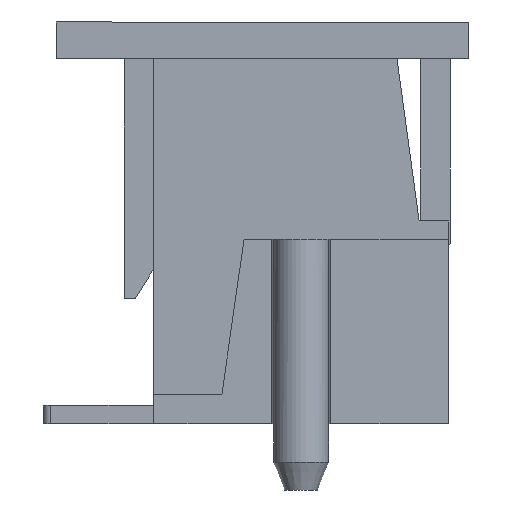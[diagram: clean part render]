
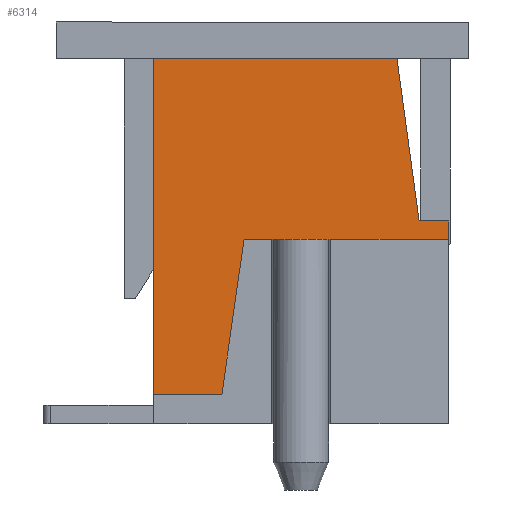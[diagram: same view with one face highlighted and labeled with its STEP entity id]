
A CAD part, left-side view. The second image highlights one B-rep face of the part: STEP entity #6314.
In plain terms, the highlighted planar face has unit normal (-1, 0, 0).
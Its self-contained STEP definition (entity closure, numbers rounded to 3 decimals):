
#799=ORIENTED_EDGE('',*,*,#2495,.F.);
#800=ORIENTED_EDGE('',*,*,#2190,.T.);
#801=ORIENTED_EDGE('',*,*,#2218,.F.);
#802=ORIENTED_EDGE('',*,*,#2496,.F.);
#803=ORIENTED_EDGE('',*,*,#2249,.T.);
#804=ORIENTED_EDGE('',*,*,#2124,.T.);
#805=ORIENTED_EDGE('',*,*,#2497,.F.);
#806=ORIENTED_EDGE('',*,*,#2498,.F.);
#2124=EDGE_CURVE('',#3027,#3026,#3608,.T.);
#2190=EDGE_CURVE('',#3080,#3081,#3674,.T.);
#2218=EDGE_CURVE('',#3105,#3081,#3702,.T.);
#2249=EDGE_CURVE('',#3127,#3027,#3728,.T.);
#2495=EDGE_CURVE('',#3080,#3291,#3969,.T.);
#2496=EDGE_CURVE('',#3127,#3105,#3970,.T.);
#2497=EDGE_CURVE('',#3292,#3026,#3971,.T.);
#2498=EDGE_CURVE('',#3291,#3292,#3972,.T.);
#3026=VERTEX_POINT('',#9112);
#3027=VERTEX_POINT('',#9114);
#3080=VERTEX_POINT('',#9239);
#3081=VERTEX_POINT('',#9240);
#3105=VERTEX_POINT('',#9292);
#3127=VERTEX_POINT('',#9354);
#3291=VERTEX_POINT('',#9819);
#3292=VERTEX_POINT('',#9822);
#3608=LINE('',#9113,#4436);
#3674=LINE('',#9238,#4502);
#3702=LINE('',#9293,#4530);
#3728=LINE('',#9353,#4556);
#3969=LINE('',#9818,#4797);
#3970=LINE('',#9820,#4798);
#3971=LINE('',#9821,#4799);
#3972=LINE('',#9823,#4800);
#4436=VECTOR('',#7338,1000.);
#4502=VECTOR('',#7416,1000.);
#4530=VECTOR('',#7446,1000.);
#4556=VECTOR('',#7498,1000.);
#4797=VECTOR('',#7859,1000.);
#4798=VECTOR('',#7860,1000.);
#4799=VECTOR('',#7861,1000.);
#4800=VECTOR('',#7862,1000.);
#5253=EDGE_LOOP('',(#799,#800,#801,#802,#803,#804,#805,#806));
#5641=FACE_BOUND('',#5253,.T.);
#6014=PLANE('',#6884);
#6314=ADVANCED_FACE('',(#5641),#6014,.T.);
#6884=AXIS2_PLACEMENT_3D('',#9817,#7857,#7858);
#7338=DIRECTION('',(0.,0.,-1.));
#7416=DIRECTION('',(0.,0.,1.));
#7446=DIRECTION('',(0.,-1.,0.));
#7498=DIRECTION('',(0.,1.,0.));
#7857=DIRECTION('',(-1.,0.,0.));
#7858=DIRECTION('',(0.,0.,1.));
#7859=DIRECTION('',(0.,1.,0.));
#7860=DIRECTION('',(0.,-0.135,-0.991));
#7861=DIRECTION('',(0.,1.,0.));
#7862=DIRECTION('',(0.,0.141,-0.99));
#9112=CARTESIAN_POINT('',(-12.5,4.,-4.15));
#9113=CARTESIAN_POINT('',(-12.5,4.,4.95));
#9114=CARTESIAN_POINT('',(-12.5,4.,4.95));
#9238=CARTESIAN_POINT('',(-12.5,-4.,-4.95));
#9239=CARTESIAN_POINT('',(-12.5,-4.,0.05));
#9240=CARTESIAN_POINT('',(-12.5,-4.,0.55));
#9292=CARTESIAN_POINT('',(-12.5,-3.2,0.55));
#9293=CARTESIAN_POINT('',(-12.5,0.,0.55));
#9353=CARTESIAN_POINT('',(-12.5,-4.,4.95));
#9354=CARTESIAN_POINT('',(-12.5,-2.6,4.95));
#9817=CARTESIAN_POINT('',(-12.5,0.,0.));
#9818=CARTESIAN_POINT('',(-12.5,0.,0.05));
#9819=CARTESIAN_POINT('',(-12.5,1.55,0.05));
#9820=CARTESIAN_POINT('',(-12.5,-3.215,0.438));
#9821=CARTESIAN_POINT('',(-12.5,0.,-4.15));
#9822=CARTESIAN_POINT('',(-12.5,2.15,-4.15));
#9823=CARTESIAN_POINT('',(-12.5,1.526,0.218));
